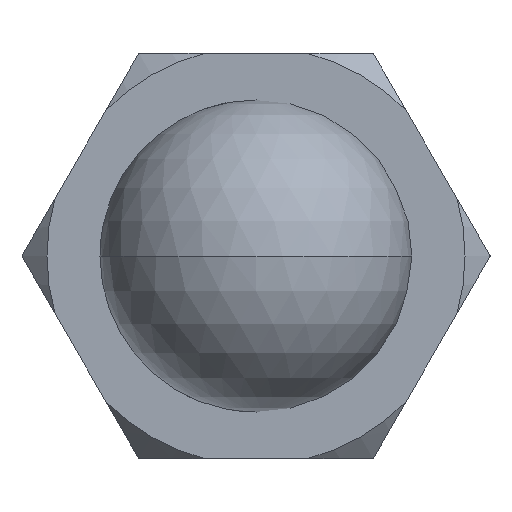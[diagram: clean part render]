
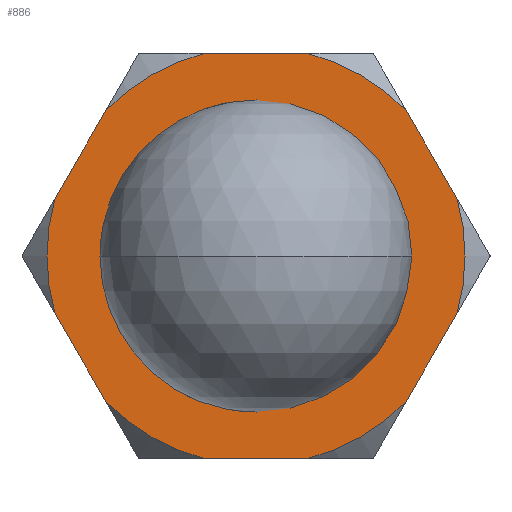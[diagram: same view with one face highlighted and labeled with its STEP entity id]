
A CAD part, left-side view. The second image highlights one B-rep face of the part: STEP entity #886.
In plain terms, the highlighted planar face has unit normal (-1, 0, 0).
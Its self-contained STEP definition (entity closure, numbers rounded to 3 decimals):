
#2 = DIRECTION ( 'NONE',  ( -1., 0., 0. ) ) ;
#4 = CARTESIAN_POINT ( 'NONE',  ( -5., 0., 0. ) ) ;
#25 = CARTESIAN_POINT ( 'NONE',  ( -5., 1.625, 6.5 ) ) ;
#34 = DIRECTION ( 'NONE',  ( 0., 0., 1. ) ) ;
#53 = CARTESIAN_POINT ( 'NONE',  ( -5., 6.442, 1.843 ) ) ;
#68 = DIRECTION ( 'NONE',  ( 0., 0., 1. ) ) ;
#75 = DIRECTION ( 'NONE',  ( -1., 0., 0. ) ) ;
#76 = CARTESIAN_POINT ( 'NONE',  ( -5., 0., 0. ) ) ;
#96 = DIRECTION ( 'NONE',  ( 0., 0., 1. ) ) ;
#99 = DIRECTION ( 'NONE',  ( -1., 0., 0. ) ) ;
#100 = CARTESIAN_POINT ( 'NONE',  ( -5., 0., 0. ) ) ;
#144 = VECTOR ( 'NONE', #1420, 1000. ) ;
#149 = VECTOR ( 'NONE', #1272, 1000. ) ;
#150 = LINE ( 'NONE', #1288, #149 ) ;
#155 = LINE ( 'NONE', #1423, #144 ) ;
#157 = LINE ( 'NONE', #673, #185 ) ;
#160 = VECTOR ( 'NONE', #1352, 1000. ) ;
#164 = LINE ( 'NONE', #1351, #160 ) ;
#166 = VECTOR ( 'NONE', #1345, 1000. ) ;
#168 = DIRECTION ( 'NONE',  ( 0., 0., 1. ) ) ;
#169 = LINE ( 'NONE', #1404, #166 ) ;
#170 = DIRECTION ( 'NONE',  ( -1., 0., 0. ) ) ;
#176 = CIRCLE ( 'NONE', #310, 6.7 ) ;
#178 = CARTESIAN_POINT ( 'NONE',  ( -5., 0., 0. ) ) ;
#182 = CIRCLE ( 'NONE', #266, 4.5 ) ;
#184 = VECTOR ( 'NONE', #422, 1000. ) ;
#185 = VECTOR ( 'NONE', #1426, 1000. ) ;
#186 = LINE ( 'NONE', #1330, #184 ) ;
#204 = CIRCLE ( 'NONE', #340, 6.7 ) ;
#211 = CIRCLE ( 'NONE', #351, 6.7 ) ;
#214 = CIRCLE ( 'NONE', #357, 6.7 ) ;
#217 = CIRCLE ( 'NONE', #345, 6.7 ) ;
#220 = CIRCLE ( 'NONE', #348, 6.7 ) ;
#222 = DIRECTION ( 'NONE',  ( 0., 0., 1. ) ) ;
#226 = DIRECTION ( 'NONE',  ( -1., 0., 0. ) ) ;
#228 = CARTESIAN_POINT ( 'NONE',  ( -5., 0., 0. ) ) ;
#249 = DIRECTION ( 'NONE',  ( 0., 0., 1. ) ) ;
#252 = DIRECTION ( 'NONE',  ( -1., 0., 0. ) ) ;
#254 = CARTESIAN_POINT ( 'NONE',  ( -5., 0., 0. ) ) ;
#266 = AXIS2_PLACEMENT_3D ( 'NONE', #1367, #1362, #1359 ) ;
#270 = CARTESIAN_POINT ( 'NONE',  ( -5., -6.442, -1.843 ) ) ;
#308 = FACE_BOUND ( 'NONE', #595, .T. ) ;
#310 = AXIS2_PLACEMENT_3D ( 'NONE', #4, #2, #34 ) ;
#327 = VERTEX_POINT ( 'NONE', #434 ) ;
#332 = FACE_OUTER_BOUND ( 'NONE', #1072, .T. ) ;
#340 = AXIS2_PLACEMENT_3D ( 'NONE', #76, #75, #68 ) ;
#345 = AXIS2_PLACEMENT_3D ( 'NONE', #100, #99, #96 ) ;
#348 = AXIS2_PLACEMENT_3D ( 'NONE', #178, #170, #168 ) ;
#351 = AXIS2_PLACEMENT_3D ( 'NONE', #228, #226, #222 ) ;
#357 = AXIS2_PLACEMENT_3D ( 'NONE', #254, #252, #249 ) ;
#366 = CARTESIAN_POINT ( 'NONE',  ( -5., 6.442, -1.843 ) ) ;
#401 = AXIS2_PLACEMENT_3D ( 'NONE', #786, #765, #758 ) ;
#412 = VERTEX_POINT ( 'NONE', #461 ) ;
#415 = CIRCLE ( 'NONE', #515, 4.5 ) ;
#422 = DIRECTION ( 'NONE',  ( 0., 0.5, 0.866 ) ) ;
#434 = CARTESIAN_POINT ( 'NONE',  ( -5., 0., 4.5 ) ) ;
#461 = CARTESIAN_POINT ( 'NONE',  ( -5., 0., -4.5 ) ) ;
#515 = AXIS2_PLACEMENT_3D ( 'NONE', #1201, #1200, #1199 ) ;
#591 = CARTESIAN_POINT ( 'NONE',  ( -5., -1.625, -6.5 ) ) ;
#595 = EDGE_LOOP ( 'NONE', ( #1223, #1220 ) ) ;
#605 = CARTESIAN_POINT ( 'NONE',  ( -5., -6.442, 1.843 ) ) ;
#627 = VERTEX_POINT ( 'NONE', #605 ) ;
#640 = VERTEX_POINT ( 'NONE', #591 ) ;
#643 = CARTESIAN_POINT ( 'NONE',  ( -5., -4.817, 4.657 ) ) ;
#673 = CARTESIAN_POINT ( 'NONE',  ( -5., -3.954, 6.151 ) ) ;
#679 = CARTESIAN_POINT ( 'NONE',  ( -5., 4.817, -4.657 ) ) ;
#682 = VERTEX_POINT ( 'NONE', #1402 ) ;
#693 = CARTESIAN_POINT ( 'NONE',  ( -5., -4.817, -4.657 ) ) ;
#703 = VERTEX_POINT ( 'NONE', #643 ) ;
#744 = VERTEX_POINT ( 'NONE', #53 ) ;
#758 = DIRECTION ( 'NONE',  ( 0., 0., -1. ) ) ;
#759 = VERTEX_POINT ( 'NONE', #1387 ) ;
#765 = DIRECTION ( 'NONE',  ( 1., 0., 0. ) ) ;
#786 = CARTESIAN_POINT ( 'NONE',  ( -5., 6.7, 0. ) ) ;
#797 = EDGE_CURVE ( 'NONE', #327, #412, #415, .T. ) ;
#857 = VERTEX_POINT ( 'NONE', #974 ) ;
#866 = PLANE ( 'NONE',  #401 ) ;
#886 = ADVANCED_FACE ( 'NONE', ( #308, #332 ), #866, .F. ) ;
#917 = VERTEX_POINT ( 'NONE', #679 ) ;
#974 = CARTESIAN_POINT ( 'NONE',  ( -5., 1.625, -6.5 ) ) ;
#993 = VERTEX_POINT ( 'NONE', #366 ) ;
#1002 = VERTEX_POINT ( 'NONE', #270 ) ;
#1009 = EDGE_CURVE ( 'NONE', #744, #993, #214, .T. ) ;
#1011 = EDGE_CURVE ( 'NONE', #1094, #759, #211, .T. ) ;
#1017 = EDGE_CURVE ( 'NONE', #703, #682, #220, .T. ) ;
#1068 = EDGE_CURVE ( 'NONE', #1002, #627, #217, .T. ) ;
#1072 = EDGE_LOOP ( 'NONE', ( #1215, #1213, #1238, #1233, #1232, #1231, #1263, #1253, #1251, #1244, #1242, #1268 ) ) ;
#1077 = EDGE_CURVE ( 'NONE', #640, #1134, #204, .T. ) ;
#1092 = EDGE_CURVE ( 'NONE', #917, #857, #176, .T. ) ;
#1094 = VERTEX_POINT ( 'NONE', #25 ) ;
#1112 = EDGE_CURVE ( 'NONE', #412, #327, #182, .T. ) ;
#1118 = EDGE_CURVE ( 'NONE', #744, #759, #169, .T. ) ;
#1123 = EDGE_CURVE ( 'NONE', #917, #993, #186, .T. ) ;
#1131 = EDGE_CURVE ( 'NONE', #640, #857, #164, .T. ) ;
#1134 = VERTEX_POINT ( 'NONE', #693 ) ;
#1136 = EDGE_CURVE ( 'NONE', #1002, #1134, #150, .T. ) ;
#1141 = EDGE_CURVE ( 'NONE', #703, #627, #157, .T. ) ;
#1156 = EDGE_CURVE ( 'NONE', #1094, #682, #155, .T. ) ;
#1199 = DIRECTION ( 'NONE',  ( 0., 0., -1. ) ) ;
#1200 = DIRECTION ( 'NONE',  ( 1., 0., 0. ) ) ;
#1201 = CARTESIAN_POINT ( 'NONE',  ( -5., 0., 0. ) ) ;
#1213 = ORIENTED_EDGE ( 'NONE', *, *, #1009, .T. ) ;
#1215 = ORIENTED_EDGE ( 'NONE', *, *, #1118, .F. ) ;
#1220 = ORIENTED_EDGE ( 'NONE', *, *, #797, .T. ) ;
#1223 = ORIENTED_EDGE ( 'NONE', *, *, #1112, .T. ) ;
#1231 = ORIENTED_EDGE ( 'NONE', *, *, #1077, .T. ) ;
#1232 = ORIENTED_EDGE ( 'NONE', *, *, #1131, .F. ) ;
#1233 = ORIENTED_EDGE ( 'NONE', *, *, #1092, .T. ) ;
#1238 = ORIENTED_EDGE ( 'NONE', *, *, #1123, .F. ) ;
#1242 = ORIENTED_EDGE ( 'NONE', *, *, #1156, .F. ) ;
#1244 = ORIENTED_EDGE ( 'NONE', *, *, #1017, .T. ) ;
#1251 = ORIENTED_EDGE ( 'NONE', *, *, #1141, .F. ) ;
#1253 = ORIENTED_EDGE ( 'NONE', *, *, #1068, .T. ) ;
#1263 = ORIENTED_EDGE ( 'NONE', *, *, #1136, .F. ) ;
#1268 = ORIENTED_EDGE ( 'NONE', *, *, #1011, .T. ) ;
#1272 = DIRECTION ( 'NONE',  ( 0., 0.5, -0.866 ) ) ;
#1288 = CARTESIAN_POINT ( 'NONE',  ( -5., -3.954, -6.151 ) ) ;
#1330 = CARTESIAN_POINT ( 'NONE',  ( -5., 7.304, -0.349 ) ) ;
#1345 = DIRECTION ( 'NONE',  ( 0., -0.5, 0.866 ) ) ;
#1351 = CARTESIAN_POINT ( 'NONE',  ( -5., 6.7, -6.5 ) ) ;
#1352 = DIRECTION ( 'NONE',  ( 0., 1., 0. ) ) ;
#1359 = DIRECTION ( 'NONE',  ( 0., 0., -1. ) ) ;
#1362 = DIRECTION ( 'NONE',  ( 1., 0., 0. ) ) ;
#1367 = CARTESIAN_POINT ( 'NONE',  ( -5., 0., 0. ) ) ;
#1387 = CARTESIAN_POINT ( 'NONE',  ( -5., 4.817, 4.657 ) ) ;
#1402 = CARTESIAN_POINT ( 'NONE',  ( -5., -1.625, 6.5 ) ) ;
#1404 = CARTESIAN_POINT ( 'NONE',  ( -5., 7.304, 0.349 ) ) ;
#1420 = DIRECTION ( 'NONE',  ( 0., -1., 0. ) ) ;
#1423 = CARTESIAN_POINT ( 'NONE',  ( -5., 6.7, 6.5 ) ) ;
#1426 = DIRECTION ( 'NONE',  ( 0., -0.5, -0.866 ) ) ;
